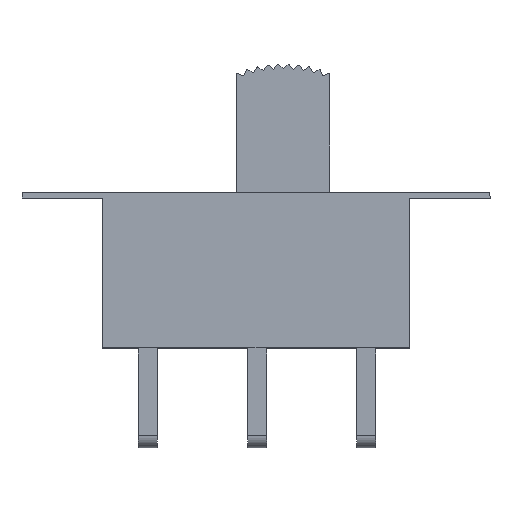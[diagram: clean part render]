
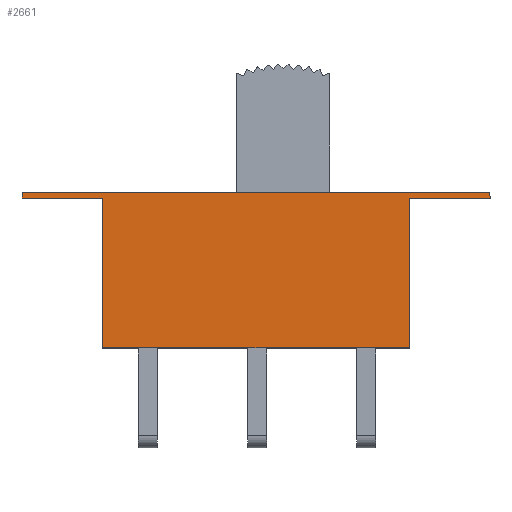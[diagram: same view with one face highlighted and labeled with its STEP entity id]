
A CAD part, top view. The second image highlights one B-rep face of the part: STEP entity #2661.
In plain terms, the highlighted planar face has unit normal (0, 0, 1).
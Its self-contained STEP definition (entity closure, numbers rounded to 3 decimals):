
#7 = VECTOR ( 'NONE', #83, 1000. ) ;
#37 = CARTESIAN_POINT ( 'NONE',  ( -6.45, 3.025, 3.4 ) ) ;
#71 = VERTEX_POINT ( 'NONE', #474 ) ;
#83 = DIRECTION ( 'NONE',  ( -1., 0., 0. ) ) ;
#105 = VECTOR ( 'NONE', #1216, 1000. ) ;
#144 = EDGE_CURVE ( 'NONE', #2845, #2587, #746, .T. ) ;
#244 = VERTEX_POINT ( 'NONE', #2538 ) ;
#270 = DIRECTION ( 'NONE',  ( 0., 1., 0. ) ) ;
#298 = CARTESIAN_POINT ( 'NONE',  ( 6.45, 3.275, 3.4 ) ) ;
#339 = VECTOR ( 'NONE', #270, 1000. ) ;
#348 = LINE ( 'NONE', #1428, #765 ) ;
#351 = EDGE_CURVE ( 'NONE', #1645, #2686, #348, .T. ) ;
#447 = LINE ( 'NONE', #667, #959 ) ;
#468 = CARTESIAN_POINT ( 'NONE',  ( 0., 0., 3.4 ) ) ;
#474 = CARTESIAN_POINT ( 'NONE',  ( -9.85, 3.025, 3.4 ) ) ;
#486 = AXIS2_PLACEMENT_3D ( 'NONE', #468, #1371, #2279 ) ;
#511 = ORIENTED_EDGE ( 'NONE', *, *, #144, .T. ) ;
#527 = EDGE_CURVE ( 'NONE', #244, #754, #669, .T. ) ;
#580 = CARTESIAN_POINT ( 'NONE',  ( -6.45, -3.275, 3.4 ) ) ;
#590 = ORIENTED_EDGE ( 'NONE', *, *, #652, .T. ) ;
#643 = ORIENTED_EDGE ( 'NONE', *, *, #351, .T. ) ;
#652 = EDGE_CURVE ( 'NONE', #2686, #1563, #1158, .T. ) ;
#667 = CARTESIAN_POINT ( 'NONE',  ( -6.45, 3.025, 3.4 ) ) ;
#669 = LINE ( 'NONE', #37, #1376 ) ;
#746 = LINE ( 'NONE', #298, #7 ) ;
#754 = VERTEX_POINT ( 'NONE', #580 ) ;
#765 = VECTOR ( 'NONE', #1447, 1000. ) ;
#820 = CARTESIAN_POINT ( 'NONE',  ( -6.45, -3.275, 3.4 ) ) ;
#860 = VECTOR ( 'NONE', #2158, 1000. ) ;
#959 = VECTOR ( 'NONE', #2023, 1000. ) ;
#1023 = EDGE_CURVE ( 'NONE', #1563, #2845, #1144, .T. ) ;
#1027 = ORIENTED_EDGE ( 'NONE', *, *, #527, .T. ) ;
#1144 = LINE ( 'NONE', #2083, #339 ) ;
#1158 = LINE ( 'NONE', #1392, #105 ) ;
#1213 = EDGE_CURVE ( 'NONE', #754, #1645, #1893, .T. ) ;
#1216 = DIRECTION ( 'NONE',  ( 1., 0., 0. ) ) ;
#1269 = ORIENTED_EDGE ( 'NONE', *, *, #1213, .T. ) ;
#1284 = CARTESIAN_POINT ( 'NONE',  ( 9.85, 3.275, 3.4 ) ) ;
#1371 = DIRECTION ( 'NONE',  ( 0., 0., 1. ) ) ;
#1376 = VECTOR ( 'NONE', #2038, 1000. ) ;
#1392 = CARTESIAN_POINT ( 'NONE',  ( 6.45, 3.025, 3.4 ) ) ;
#1428 = CARTESIAN_POINT ( 'NONE',  ( 6.45, 3.025, 3.4 ) ) ;
#1447 = DIRECTION ( 'NONE',  ( 0., 1., 0. ) ) ;
#1563 = VERTEX_POINT ( 'NONE', #1887 ) ;
#1569 = LINE ( 'NONE', #2466, #2336 ) ;
#1630 = PLANE ( 'NONE',  #486 ) ;
#1645 = VERTEX_POINT ( 'NONE', #1755 ) ;
#1755 = CARTESIAN_POINT ( 'NONE',  ( 6.45, -3.275, 3.4 ) ) ;
#1809 = EDGE_LOOP ( 'NONE', ( #643, #590, #2292, #511, #2165, #1973, #1027, #1269 ) ) ;
#1813 = CARTESIAN_POINT ( 'NONE',  ( -9.85, 3.275, 3.4 ) ) ;
#1887 = CARTESIAN_POINT ( 'NONE',  ( 9.85, 3.025, 3.4 ) ) ;
#1893 = LINE ( 'NONE', #820, #860 ) ;
#1973 = ORIENTED_EDGE ( 'NONE', *, *, #2168, .T. ) ;
#2023 = DIRECTION ( 'NONE',  ( 1., 0., 0. ) ) ;
#2038 = DIRECTION ( 'NONE',  ( 0., -1., 0. ) ) ;
#2083 = CARTESIAN_POINT ( 'NONE',  ( 9.85, 3.275, 3.4 ) ) ;
#2107 = CARTESIAN_POINT ( 'NONE',  ( 6.45, 3.025, 3.4 ) ) ;
#2158 = DIRECTION ( 'NONE',  ( 1., 0., 0. ) ) ;
#2165 = ORIENTED_EDGE ( 'NONE', *, *, #2484, .T. ) ;
#2168 = EDGE_CURVE ( 'NONE', #71, #244, #447, .T. ) ;
#2279 = DIRECTION ( 'NONE',  ( 1., 0., 0. ) ) ;
#2292 = ORIENTED_EDGE ( 'NONE', *, *, #1023, .T. ) ;
#2336 = VECTOR ( 'NONE', #2868, 1000. ) ;
#2466 = CARTESIAN_POINT ( 'NONE',  ( -9.85, 3.275, 3.4 ) ) ;
#2484 = EDGE_CURVE ( 'NONE', #2587, #71, #1569, .T. ) ;
#2538 = CARTESIAN_POINT ( 'NONE',  ( -6.45, 3.025, 3.4 ) ) ;
#2587 = VERTEX_POINT ( 'NONE', #1813 ) ;
#2661 = ADVANCED_FACE ( 'NONE', ( #2761 ), #1630, .T. ) ;
#2686 = VERTEX_POINT ( 'NONE', #2107 ) ;
#2761 = FACE_OUTER_BOUND ( 'NONE', #1809, .T. ) ;
#2845 = VERTEX_POINT ( 'NONE', #1284 ) ;
#2868 = DIRECTION ( 'NONE',  ( 0., -1., 0. ) ) ;
